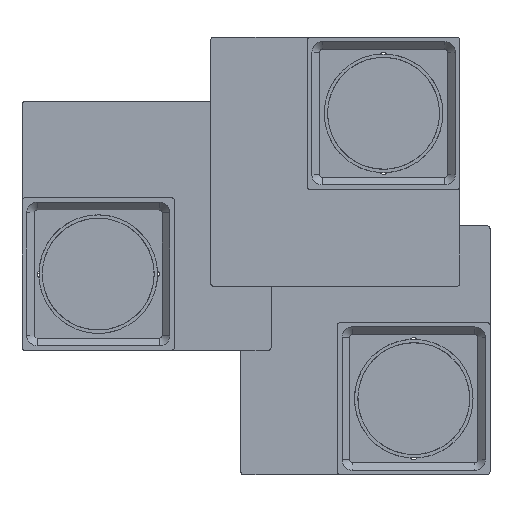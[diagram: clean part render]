
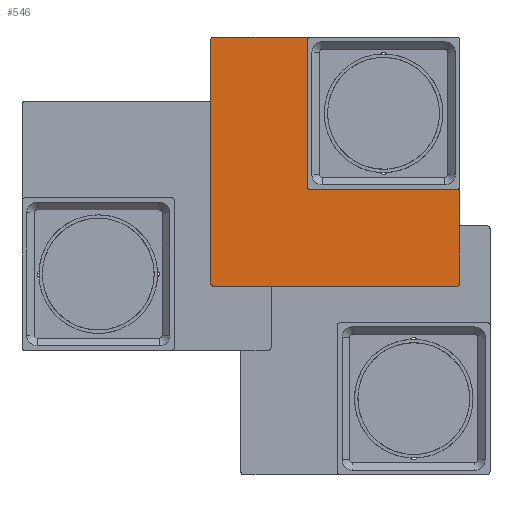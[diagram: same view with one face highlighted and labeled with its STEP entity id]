
A CAD part, top view. The second image highlights one B-rep face of the part: STEP entity #546.
In plain terms, the highlighted planar face has unit normal (0, 0, 1).
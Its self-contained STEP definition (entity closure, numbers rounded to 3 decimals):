
#546=ADVANCED_FACE('',(#1234),#10734,.T.);
#1234=FACE_OUTER_BOUND('',#1922,.T.);
#1922=EDGE_LOOP('',(#2874,#2875,#2876,#2877,#2878,#2879,#2880,#2881,#2882,
#2883,#2884,#2885));
#2874=ORIENTED_EDGE('',*,*,#6094,.T.);
#2875=ORIENTED_EDGE('',*,*,#6330,.T.);
#2876=ORIENTED_EDGE('',*,*,#6092,.F.);
#2877=ORIENTED_EDGE('',*,*,#6149,.T.);
#2878=ORIENTED_EDGE('',*,*,#6095,.T.);
#2879=ORIENTED_EDGE('',*,*,#6154,.T.);
#2880=ORIENTED_EDGE('',*,*,#6096,.T.);
#2881=ORIENTED_EDGE('',*,*,#6171,.T.);
#2882=ORIENTED_EDGE('',*,*,#6097,.T.);
#2883=ORIENTED_EDGE('',*,*,#6333,.T.);
#2884=ORIENTED_EDGE('',*,*,#6098,.T.);
#2885=ORIENTED_EDGE('',*,*,#6336,.T.);
#6092=EDGE_CURVE('',#9347,#9348,#8693,.T.);
#6094=EDGE_CURVE('',#9349,#9350,#8695,.T.);
#6095=EDGE_CURVE('',#9351,#9352,#8696,.T.);
#6096=EDGE_CURVE('',#9353,#9354,#8697,.T.);
#6097=EDGE_CURVE('',#9355,#9356,#8698,.T.);
#6098=EDGE_CURVE('',#9357,#9358,#8699,.T.);
#6149=EDGE_CURVE('',#9347,#9351,#7715,.T.);
#6154=EDGE_CURVE('',#9352,#9353,#7719,.T.);
#6171=EDGE_CURVE('',#9354,#9355,#7721,.T.);
#6330=EDGE_CURVE('',#9350,#9348,#7792,.T.);
#6333=EDGE_CURVE('',#9356,#9357,#7795,.T.);
#6336=EDGE_CURVE('',#9358,#9349,#7797,.T.);
#7715=(
BOUNDED_CURVE()
B_SPLINE_CURVE(2,(#13784,#13785,#13786),.UNSPECIFIED.,.F.,.F.)
B_SPLINE_CURVE_WITH_KNOTS((3,3),(-4.,0.),.UNSPECIFIED.)
CURVE()
GEOMETRIC_REPRESENTATION_ITEM()
RATIONAL_B_SPLINE_CURVE((1.,0.707,1.))
REPRESENTATION_ITEM('')
);
#7719=(
BOUNDED_CURVE()
B_SPLINE_CURVE(2,(#13798,#13799,#13800),.UNSPECIFIED.,.F.,.F.)
B_SPLINE_CURVE_WITH_KNOTS((3,3),(-4.,0.),.UNSPECIFIED.)
CURVE()
GEOMETRIC_REPRESENTATION_ITEM()
RATIONAL_B_SPLINE_CURVE((1.,0.707,1.))
REPRESENTATION_ITEM('')
);
#7721=(
BOUNDED_CURVE()
B_SPLINE_CURVE(2,(#13834,#13835,#13836),.UNSPECIFIED.,.F.,.F.)
B_SPLINE_CURVE_WITH_KNOTS((3,3),(-4.,0.),.UNSPECIFIED.)
CURVE()
GEOMETRIC_REPRESENTATION_ITEM()
RATIONAL_B_SPLINE_CURVE((1.,0.707,1.))
REPRESENTATION_ITEM('')
);
#7792=(
BOUNDED_CURVE()
B_SPLINE_CURVE(2,(#14262,#14263,#14264),.UNSPECIFIED.,.F.,.F.)
B_SPLINE_CURVE_WITH_KNOTS((3,3),(-4.,0.),.UNSPECIFIED.)
CURVE()
GEOMETRIC_REPRESENTATION_ITEM()
RATIONAL_B_SPLINE_CURVE((1.,0.707,1.))
REPRESENTATION_ITEM('')
);
#7795=(
BOUNDED_CURVE()
B_SPLINE_CURVE(2,(#14271,#14272,#14273),.UNSPECIFIED.,.F.,.F.)
B_SPLINE_CURVE_WITH_KNOTS((3,3),(-4.,0.),.UNSPECIFIED.)
CURVE()
GEOMETRIC_REPRESENTATION_ITEM()
RATIONAL_B_SPLINE_CURVE((1.,0.707,1.))
REPRESENTATION_ITEM('')
);
#7797=(
BOUNDED_CURVE()
B_SPLINE_CURVE(2,(#14279,#14280,#14281),.UNSPECIFIED.,.F.,.F.)
B_SPLINE_CURVE_WITH_KNOTS((3,3),(-4.,0.),.UNSPECIFIED.)
CURVE()
GEOMETRIC_REPRESENTATION_ITEM()
RATIONAL_B_SPLINE_CURVE((1.,0.707,1.))
REPRESENTATION_ITEM('')
);
#8693=B_SPLINE_CURVE_WITH_KNOTS('',1,(#13632,#13633),.UNSPECIFIED.,.F.,
 .F.,(2,2),(0.,64.),.UNSPECIFIED.);
#8695=B_SPLINE_CURVE_WITH_KNOTS('',1,(#13636,#13637),.UNSPECIFIED.,.F.,
 .F.,(2,2),(0.,97.),.UNSPECIFIED.);
#8696=B_SPLINE_CURVE_WITH_KNOTS('',1,(#13638,#13639),.UNSPECIFIED.,.F.,
 .F.,(2,2),(0.,161.),.UNSPECIFIED.);
#8697=B_SPLINE_CURVE_WITH_KNOTS('',1,(#13640,#13641),.UNSPECIFIED.,.F.,
 .F.,(2,2),(0.,161.),.UNSPECIFIED.);
#8698=B_SPLINE_CURVE_WITH_KNOTS('',1,(#13642,#13643),.UNSPECIFIED.,.F.,
 .F.,(2,2),(0.,64.),.UNSPECIFIED.);
#8699=B_SPLINE_CURVE_WITH_KNOTS('',1,(#13644,#13645),.UNSPECIFIED.,.F.,
 .F.,(2,2),(0.,97.),.UNSPECIFIED.);
#9347=VERTEX_POINT('',#13134);
#9348=VERTEX_POINT('',#13135);
#9349=VERTEX_POINT('',#13136);
#9350=VERTEX_POINT('',#13137);
#9351=VERTEX_POINT('',#13138);
#9352=VERTEX_POINT('',#13139);
#9353=VERTEX_POINT('',#13140);
#9354=VERTEX_POINT('',#13141);
#9355=VERTEX_POINT('',#13142);
#9356=VERTEX_POINT('',#13143);
#9357=VERTEX_POINT('',#13144);
#9358=VERTEX_POINT('',#13145);
#10734=PLANE('',#11039);
#11039=AXIS2_PLACEMENT_3D('',#11891,#11327,$);
#11327=DIRECTION('',(0.,0.,1.));
#11891=CARTESIAN_POINT('',(574.5,-40.,-25.));
#13134=CARTESIAN_POINT('',(576.5,125.,-25.));
#13135=CARTESIAN_POINT('',(640.5,125.,-25.));
#13136=CARTESIAN_POINT('',(638.5,26.,-25.));
#13137=CARTESIAN_POINT('',(638.5,123.,-25.));
#13138=CARTESIAN_POINT('',(574.5,123.,-25.));
#13139=CARTESIAN_POINT('',(574.5,-38.,-25.));
#13140=CARTESIAN_POINT('',(576.5,-40.,-25.));
#13141=CARTESIAN_POINT('',(737.5,-40.,-25.));
#13142=CARTESIAN_POINT('',(739.5,-38.,-25.));
#13143=CARTESIAN_POINT('',(739.5,26.,-25.));
#13144=CARTESIAN_POINT('',(737.5,24.,-25.));
#13145=CARTESIAN_POINT('',(640.5,24.,-25.));
#13632=CARTESIAN_POINT('',(576.5,125.,-25.));
#13633=CARTESIAN_POINT('',(640.5,125.,-25.));
#13636=CARTESIAN_POINT('',(638.5,26.,-25.));
#13637=CARTESIAN_POINT('',(638.5,123.,-25.));
#13638=CARTESIAN_POINT('',(574.5,123.,-25.));
#13639=CARTESIAN_POINT('',(574.5,-38.,-25.));
#13640=CARTESIAN_POINT('',(576.5,-40.,-25.));
#13641=CARTESIAN_POINT('',(737.5,-40.,-25.));
#13642=CARTESIAN_POINT('',(739.5,-38.,-25.));
#13643=CARTESIAN_POINT('',(739.5,26.,-25.));
#13644=CARTESIAN_POINT('',(737.5,24.,-25.));
#13645=CARTESIAN_POINT('',(640.5,24.,-25.));
#13784=CARTESIAN_POINT('',(576.5,125.,-25.));
#13785=CARTESIAN_POINT('',(574.5,125.,-25.));
#13786=CARTESIAN_POINT('',(574.5,123.,-25.));
#13798=CARTESIAN_POINT('',(574.5,-38.,-25.));
#13799=CARTESIAN_POINT('',(574.5,-40.,-25.));
#13800=CARTESIAN_POINT('',(576.5,-40.,-25.));
#13834=CARTESIAN_POINT('',(737.5,-40.,-25.));
#13835=CARTESIAN_POINT('',(739.5,-40.,-25.));
#13836=CARTESIAN_POINT('',(739.5,-38.,-25.));
#14262=CARTESIAN_POINT('',(638.5,123.,-25.));
#14263=CARTESIAN_POINT('',(638.5,125.,-25.));
#14264=CARTESIAN_POINT('',(640.5,125.,-25.));
#14271=CARTESIAN_POINT('',(739.5,26.,-25.));
#14272=CARTESIAN_POINT('',(739.5,24.,-25.));
#14273=CARTESIAN_POINT('',(737.5,24.,-25.));
#14279=CARTESIAN_POINT('',(640.5,24.,-25.));
#14280=CARTESIAN_POINT('',(638.5,24.,-25.));
#14281=CARTESIAN_POINT('',(638.5,26.,-25.));
